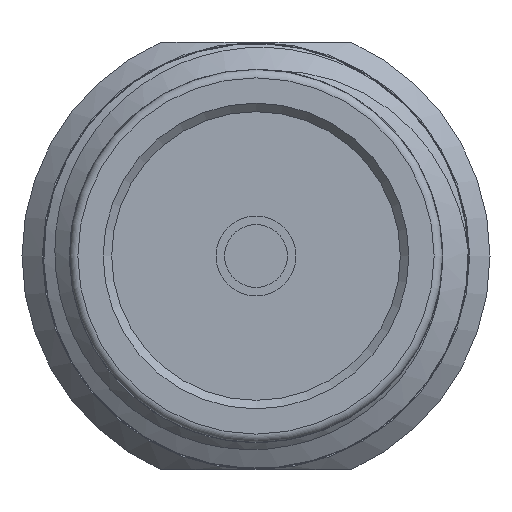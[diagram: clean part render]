
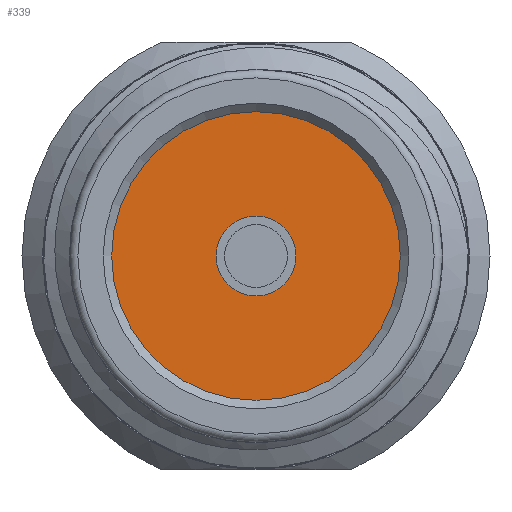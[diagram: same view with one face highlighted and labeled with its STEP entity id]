
A CAD part, left-side view. The second image highlights one B-rep face of the part: STEP entity #339.
In plain terms, the highlighted planar face has unit normal (-1, 0, 0).
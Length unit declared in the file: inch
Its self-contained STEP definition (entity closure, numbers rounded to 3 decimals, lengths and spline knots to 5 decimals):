
#146 = DIRECTION ( 'NONE',  ( 0., 0., 1. ) ) ;
#199 = FACE_OUTER_BOUND ( 'NONE', #2067, .T. ) ;
#282 = CARTESIAN_POINT ( 'NONE',  ( 0.185, 0., 0.0235 ) ) ;
#339 = ADVANCED_FACE ( 'NONE', ( #910, #199 ), #2407, .T. ) ;
#343 = EDGE_CURVE ( 'NONE', #736, #736, #852, .T. ) ;
#523 = DIRECTION ( 'NONE',  ( -1., 0., 0. ) ) ;
#699 = AXIS2_PLACEMENT_3D ( 'NONE', #2217, #2043, #146 ) ;
#714 = VERTEX_POINT ( 'NONE', #282 ) ;
#736 = VERTEX_POINT ( 'NONE', #1914 ) ;
#747 = DIRECTION ( 'NONE',  ( -1., 0., 0. ) ) ;
#822 = AXIS2_PLACEMENT_3D ( 'NONE', #1282, #523, #1860 ) ;
#852 = CIRCLE ( 'NONE', #699, 0.085 ) ;
#910 = FACE_BOUND ( 'NONE', #1318, .T. ) ;
#940 = CIRCLE ( 'NONE', #1148, 0.0235 ) ;
#1092 = ORIENTED_EDGE ( 'NONE', *, *, #343, .T. ) ;
#1123 = ORIENTED_EDGE ( 'NONE', *, *, #1887, .F. ) ;
#1148 = AXIS2_PLACEMENT_3D ( 'NONE', #2062, #747, #2073 ) ;
#1282 = CARTESIAN_POINT ( 'NONE',  ( 0.185, 0., 0. ) ) ;
#1318 = EDGE_LOOP ( 'NONE', ( #1123 ) ) ;
#1860 = DIRECTION ( 'NONE',  ( 0., 0., 1. ) ) ;
#1887 = EDGE_CURVE ( 'NONE', #714, #714, #940, .T. ) ;
#1914 = CARTESIAN_POINT ( 'NONE',  ( 0.185, 0., 0.085 ) ) ;
#2043 = DIRECTION ( 'NONE',  ( -1., 0., 0. ) ) ;
#2062 = CARTESIAN_POINT ( 'NONE',  ( 0.185, 0., 0. ) ) ;
#2067 = EDGE_LOOP ( 'NONE', ( #1092 ) ) ;
#2073 = DIRECTION ( 'NONE',  ( 0., 0., 1. ) ) ;
#2217 = CARTESIAN_POINT ( 'NONE',  ( 0.185, 0., 0. ) ) ;
#2407 = PLANE ( 'NONE',  #822 ) ;
